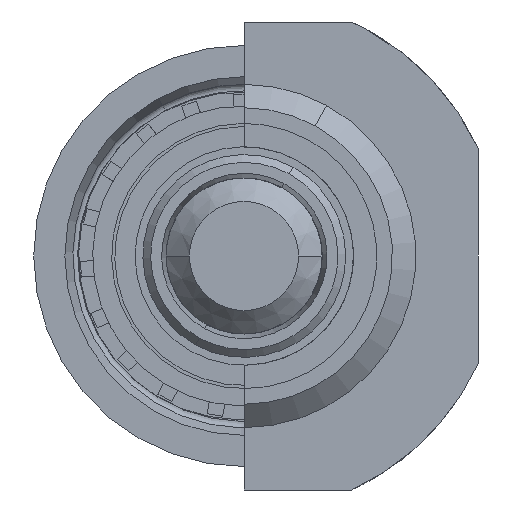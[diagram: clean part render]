
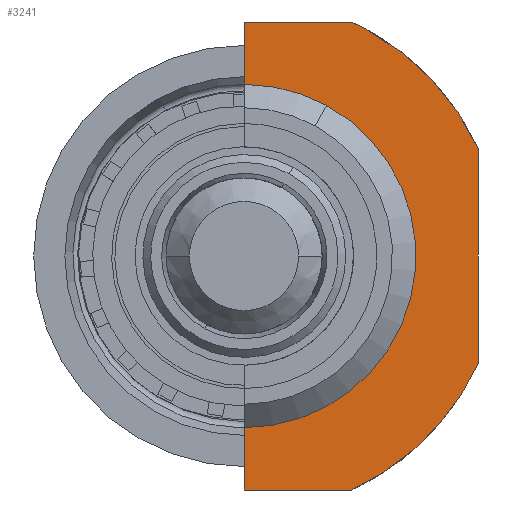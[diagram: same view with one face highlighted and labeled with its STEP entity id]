
A CAD part, front view. The second image highlights one B-rep face of the part: STEP entity #3241.
In plain terms, the highlighted planar face has unit normal (0, -1, 0).
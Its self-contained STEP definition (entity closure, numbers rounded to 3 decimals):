
#2407=DIRECTION('',(-1.,0.,0.));
#2408=VECTOR('',#2407,6.874);
#2409=CARTESIAN_POINT('',(6.874,20.,15.));
#2410=LINE('',#2409,#2408);
#2437=CARTESIAN_POINT('',(0.,20.,0.));
#2438=DIRECTION('',(0.,-1.,0.));
#2439=DIRECTION('',(0.479,0.,0.878));
#2440=AXIS2_PLACEMENT_3D('',#2437,#2438,#2439);
#2442=CARTESIAN_POINT('',(0.,20.,0.));
#2443=DIRECTION('',(0.,1.,0.));
#2444=DIRECTION('',(0.479,0.,0.878));
#2445=AXIS2_PLACEMENT_3D('',#2442,#2443,#2444);
#2447=DIRECTION('',(0.,0.,-1.));
#2448=VECTOR('',#2447,13.748);
#2449=CARTESIAN_POINT('',(15.,20.,6.874));
#2450=LINE('',#2449,#2448);
#2451=CARTESIAN_POINT('',(0.,20.,0.));
#2452=DIRECTION('',(0.,1.,0.));
#2453=DIRECTION('',(0.909,0.,-0.417));
#2454=AXIS2_PLACEMENT_3D('',#2451,#2452,#2453);
#2456=DIRECTION('',(0.,0.,1.));
#2457=VECTOR('',#2456,4.);
#2458=CARTESIAN_POINT('',(0.,20.,-15.));
#2459=LINE('',#2458,#2457);
#2460=CARTESIAN_POINT('',(0.,20.,0.));
#2461=DIRECTION('',(0.,-1.,0.));
#2462=DIRECTION('',(0.,0.,-1.));
#2463=AXIS2_PLACEMENT_3D('',#2460,#2461,#2462);
#2465=CARTESIAN_POINT('',(0.,20.,0.));
#2466=DIRECTION('',(0.,-1.,0.));
#2467=DIRECTION('',(0.479,0.,0.878));
#2468=AXIS2_PLACEMENT_3D('',#2465,#2466,#2467);
#2470=DIRECTION('',(0.,0.,1.));
#2471=VECTOR('',#2470,4.);
#2472=CARTESIAN_POINT('',(0.,20.,11.));
#2473=LINE('',#2472,#2471);
#2494=DIRECTION('',(1.,0.,0.));
#2495=VECTOR('',#2494,6.874);
#2496=CARTESIAN_POINT('',(0.,20.,-15.));
#2497=LINE('',#2496,#2495);
#3008=CARTESIAN_POINT('',(7.911,20.,14.48));
#3010=VERTEX_POINT('',#3008);
#3012=CARTESIAN_POINT('',(6.874,20.,-15.));
#3014=VERTEX_POINT('',#3012);
#3015=CARTESIAN_POINT('',(15.,20.,6.874));
#3017=VERTEX_POINT('',#3015);
#3020=CARTESIAN_POINT('',(15.,20.,-6.874));
#3022=VERTEX_POINT('',#3020);
#3023=CARTESIAN_POINT('',(6.874,20.,15.));
#3025=VERTEX_POINT('',#3023);
#3040=CARTESIAN_POINT('',(5.274,20.,9.653));
#3041=VERTEX_POINT('',#3040);
#3088=CARTESIAN_POINT('',(0.,20.,-15.));
#3090=VERTEX_POINT('',#3088);
#3113=CARTESIAN_POINT('',(0.,20.,-11.));
#3115=VERTEX_POINT('',#3113);
#3116=CARTESIAN_POINT('',(0.,20.,11.));
#3118=VERTEX_POINT('',#3116);
#3147=CARTESIAN_POINT('',(0.,20.,15.));
#3149=VERTEX_POINT('',#3147);
#3216=CARTESIAN_POINT('',(0.,20.,16.5));
#3217=DIRECTION('',(0.,1.,0.));
#3218=DIRECTION('',(1.,0.,0.));
#3219=AXIS2_PLACEMENT_3D('',#3216,#3217,#3218);
#3220=PLANE('',#3219);
#3221=ORIENTED_EDGE('',*,*,#3200,.F.);
#3223=ORIENTED_EDGE('',*,*,#3222,.F.);
#3225=ORIENTED_EDGE('',*,*,#3224,.T.);
#3226=ORIENTED_EDGE('',*,*,#3161,.T.);
#3228=ORIENTED_EDGE('',*,*,#3227,.T.);
#3230=ORIENTED_EDGE('',*,*,#3229,.F.);
#3232=ORIENTED_EDGE('',*,*,#3231,.T.);
#3234=ORIENTED_EDGE('',*,*,#3233,.T.);
#3236=ORIENTED_EDGE('',*,*,#3235,.T.);
#3238=ORIENTED_EDGE('',*,*,#3237,.T.);
#3239=EDGE_LOOP('',(#3221,#3223,#3225,#3226,#3228,#3230,#3232,#3234,#3236,
#3238));
#3240=FACE_OUTER_BOUND('',#3239,.F.);
#2441=CIRCLE('',#2440,16.5);
#2446=CIRCLE('',#2445,16.5);
#2455=CIRCLE('',#2454,16.5);
#2464=CIRCLE('',#2463,11.);
#2469=CIRCLE('',#2468,11.);
#3161=EDGE_CURVE('',#3017,#3022,#2450,.T.);
#3200=EDGE_CURVE('',#3025,#3149,#2410,.T.);
#3222=EDGE_CURVE('',#3010,#3025,#2441,.T.);
#3224=EDGE_CURVE('',#3010,#3017,#2446,.T.);
#3227=EDGE_CURVE('',#3022,#3014,#2455,.T.);
#3229=EDGE_CURVE('',#3090,#3014,#2497,.T.);
#3231=EDGE_CURVE('',#3090,#3115,#2459,.T.);
#3233=EDGE_CURVE('',#3115,#3041,#2464,.T.);
#3235=EDGE_CURVE('',#3041,#3118,#2469,.T.);
#3237=EDGE_CURVE('',#3118,#3149,#2473,.T.);
#3241=ADVANCED_FACE('',(#3240),#3220,.F.);
